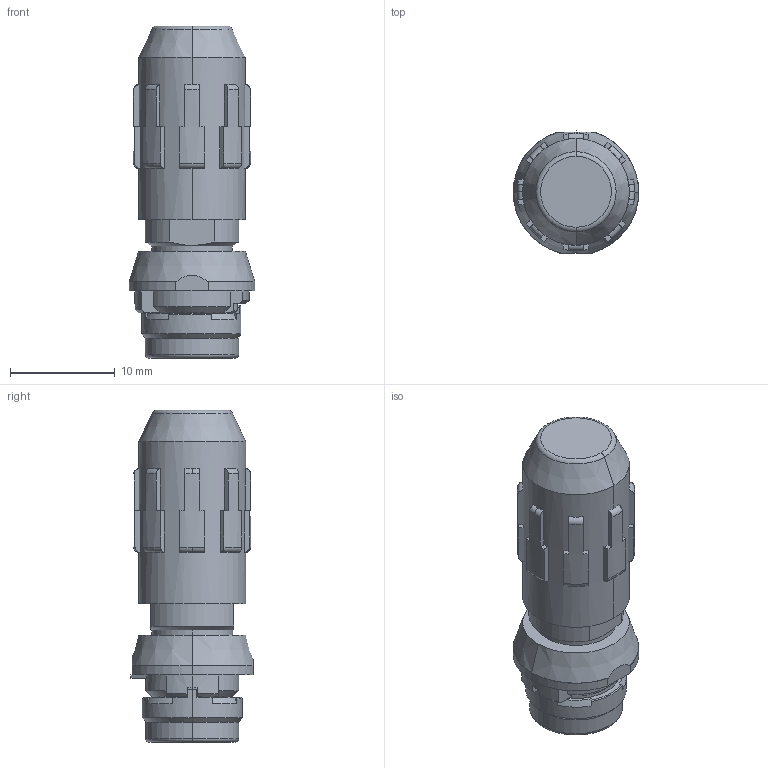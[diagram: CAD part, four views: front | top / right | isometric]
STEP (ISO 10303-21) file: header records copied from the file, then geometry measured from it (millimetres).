
FILE_DESCRIPTION(('CoCreate Modeling STEP Export'),'2;1');
FILE_NAME('HR30-6J-6P.stp','2010-04-26T13:56:11',(''),(''),'CoCreate Modeling STEP processor for AP214 (Solid Model)','CoCreate Modeling 16.00B 02-Dec-2008 (C) Parametric Technology GmbH','');
FILE_SCHEMA(('AUTOMOTIVE_DESIGN { 1 0 10303 214 1 1 1 1 }'));
Length unit declared in the file: millimetre
Products named in the file (1): HR30-6J-6P
Bounding box: 12 x 11.65 x 31.7 mm (x, y, z)
Volume: 2298.7 mm3; surface area: 1581.9 mm2
Topology: 1 solids, 1 shells, 217 faces, 591 edges, 388 vertices
Faces by surface type: plane 114, cylinder 55, cone 24, torus 24
Entity records: 8939 total; most frequent: CARTESIAN_POINT 3770, ORIENTED_EDGE 1182, DIRECTION 932, EDGE_CURVE 591, VERTEX_POINT 388, AXIS2_PLACEMENT_3D 324, VECTOR 284, LINE 284
